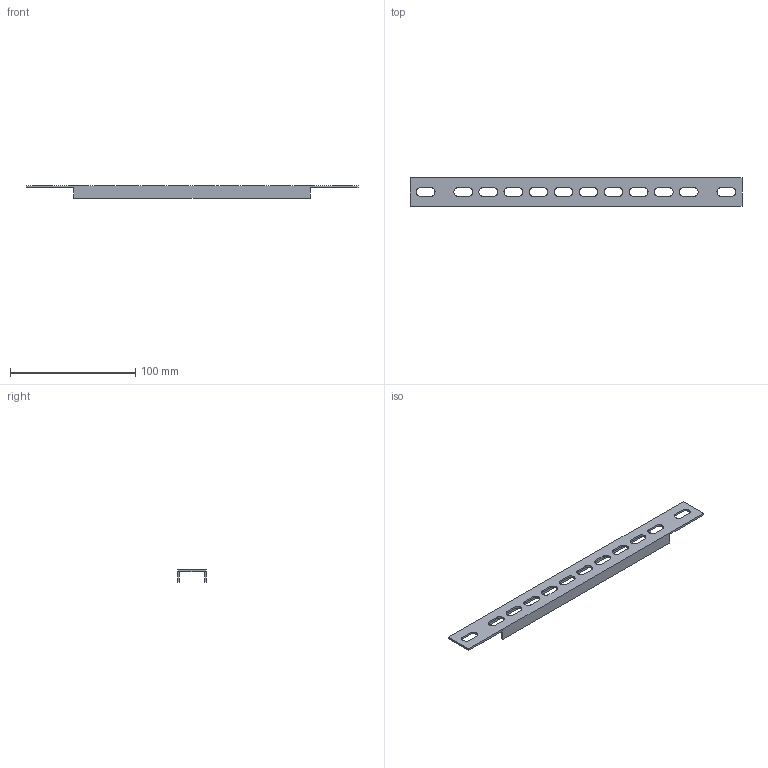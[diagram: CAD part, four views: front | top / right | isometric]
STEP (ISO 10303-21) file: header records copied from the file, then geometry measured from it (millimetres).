
FILE_DESCRIPTION (( 'STEP AP214' ), '1' );
FILE_NAME ('YKM40-P-265 砑鳧罻 265 TITAN (膰斀. 2欙.).STEP', '2016-09-22T09:10:22', ( 'user' ), ( '' ), 'SwSTEP 2.0', 'SolidWorks 2014', '' );
FILE_SCHEMA (( 'AUTOMOTIVE_DESIGN' ));
Length unit declared in the file: millimetre
Products named in the file (1): YKM40-P-265 砑鳧罻 265 TITAN (膰斀. 2欙.)
Bounding box: 265 x 23 x 10 mm (x, y, z)
Volume: 12261.3 mm3; surface area: 17947.2 mm2
Topology: 1 solids, 1 shells, 74 faces, 216 edges, 144 vertices
Faces by surface type: plane 38, cylinder 36
Entity records: 2554 total; most frequent: DIRECTION 438, CARTESIAN_POINT 435, ORIENTED_EDGE 432, EDGE_CURVE 216, AXIS2_PLACEMENT_3D 147, VECTOR 144, LINE 144, VERTEX_POINT 144
